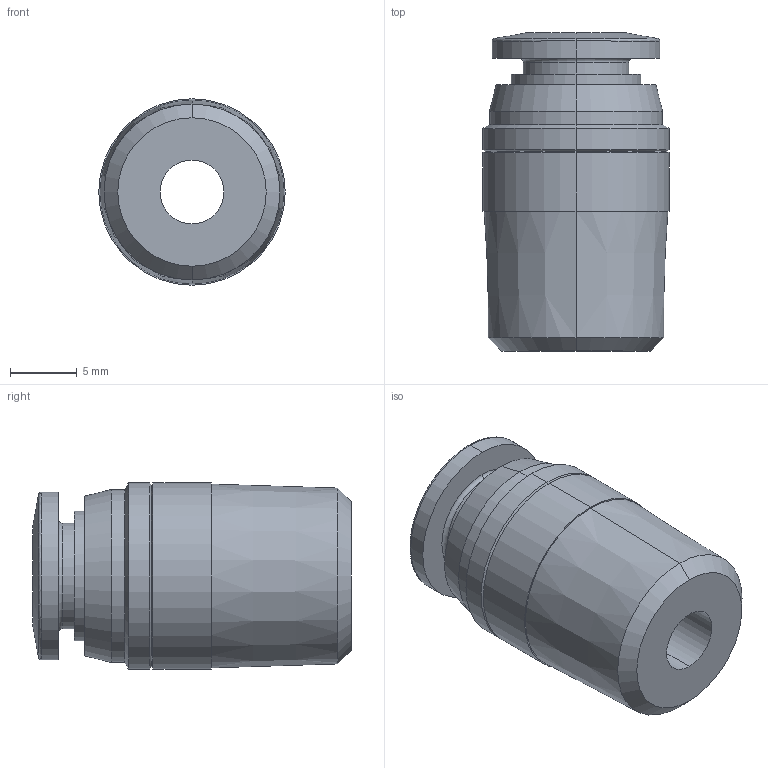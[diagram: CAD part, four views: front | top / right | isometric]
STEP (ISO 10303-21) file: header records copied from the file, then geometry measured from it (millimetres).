
FILE_DESCRIPTION (( 'STEP AP214' ), '1' );
FILE_NAME ('MSR14-14N.step', '2016-02-24T20:45:28', ( '' ), ( '' ), 'SwSTEP 2.0', 'SolidWorks 2015', '' );
FILE_SCHEMA (( 'AUTOMOTIVE_DESIGN' ));
Length unit declared in the file: inch
Products named in the file (1): MSR14-14N
Bounding box: 14 x 23.9 x 14 mm (x, y, z)
Volume: 2489.9 mm3; surface area: 1772.5 mm2
Topology: 1 solids, 1 shells, 44 faces, 88 edges, 50 vertices
Faces by surface type: cone 16, cylinder 16, plane 6, bspline 4, torus 2
Entity records: 1800 total; most frequent: CARTESIAN_POINT 243, DIRECTION 226, ORIENTED_EDGE 176, AXIS2_PLACEMENT_3D 97, EDGE_CURVE 88, CIRCLE 56, EDGE_LOOP 50, VERTEX_POINT 50
